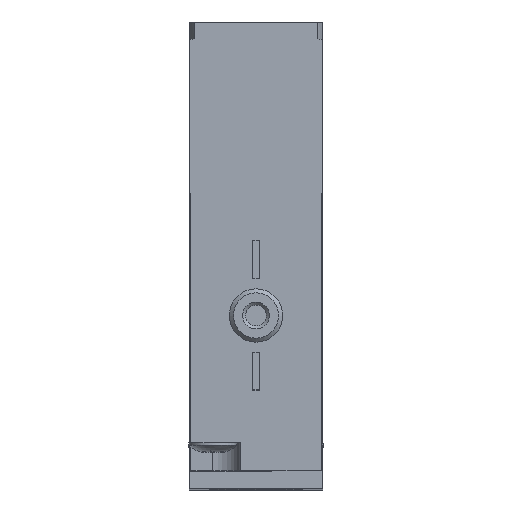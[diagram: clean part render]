
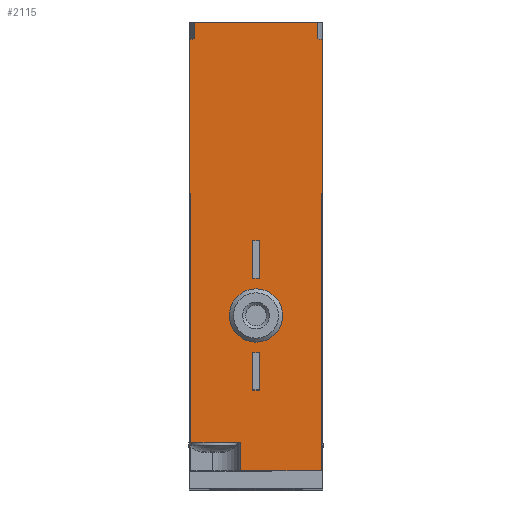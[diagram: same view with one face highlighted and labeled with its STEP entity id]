
A CAD part, top view. The second image highlights one B-rep face of the part: STEP entity #2115.
In plain terms, the highlighted face is planar.
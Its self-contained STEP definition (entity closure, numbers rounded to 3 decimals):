
#81=PLANE('',#2330);
#210=CIRCLE('',#2331,15.);
#211=CIRCLE('',#2332,15.);
#212=CIRCLE('',#2333,2.);
#491=ORIENTED_EDGE('',*,*,#995,.F.);
#492=ORIENTED_EDGE('',*,*,#996,.F.);
#493=ORIENTED_EDGE('',*,*,#960,.F.);
#494=ORIENTED_EDGE('',*,*,#966,.F.);
#495=ORIENTED_EDGE('',*,*,#997,.F.);
#496=ORIENTED_EDGE('',*,*,#998,.T.);
#497=ORIENTED_EDGE('',*,*,#999,.T.);
#498=ORIENTED_EDGE('',*,*,#1000,.T.);
#499=ORIENTED_EDGE('',*,*,#987,.F.);
#500=ORIENTED_EDGE('',*,*,#1001,.F.);
#501=ORIENTED_EDGE('',*,*,#1002,.T.);
#502=ORIENTED_EDGE('',*,*,#1003,.T.);
#503=ORIENTED_EDGE('',*,*,#1004,.F.);
#504=ORIENTED_EDGE('',*,*,#979,.F.);
#505=ORIENTED_EDGE('',*,*,#1005,.T.);
#506=ORIENTED_EDGE('',*,*,#1006,.F.);
#507=ORIENTED_EDGE('',*,*,#1007,.F.);
#508=ORIENTED_EDGE('',*,*,#1008,.F.);
#509=ORIENTED_EDGE('',*,*,#1009,.F.);
#510=ORIENTED_EDGE('',*,*,#1010,.F.);
#511=ORIENTED_EDGE('',*,*,#1011,.F.);
#512=ORIENTED_EDGE('',*,*,#1012,.F.);
#513=ORIENTED_EDGE('',*,*,#1013,.F.);
#960=EDGE_CURVE('',#1227,#1228,#1372,.T.);
#966=EDGE_CURVE('',#1233,#1227,#1377,.T.);
#979=EDGE_CURVE('',#1244,#1240,#1390,.T.);
#987=EDGE_CURVE('',#1252,#1249,#1397,.T.);
#995=EDGE_CURVE('',#1259,#1244,#1401,.T.);
#996=EDGE_CURVE('',#1228,#1259,#1402,.T.);
#997=EDGE_CURVE('',#1260,#1233,#1403,.T.);
#998=EDGE_CURVE('',#1260,#1261,#1404,.T.);
#999=EDGE_CURVE('',#1261,#1262,#210,.T.);
#1000=EDGE_CURVE('',#1262,#1249,#1405,.T.);
#1001=EDGE_CURVE('',#1263,#1252,#1406,.T.);
#1002=EDGE_CURVE('',#1263,#1264,#211,.T.);
#1003=EDGE_CURVE('',#1264,#1265,#1407,.T.);
#1004=EDGE_CURVE('',#1240,#1265,#1408,.T.);
#1005=EDGE_CURVE('',#1266,#1266,#212,.F.);
#1006=EDGE_CURVE('',#1267,#1268,#1409,.T.);
#1007=EDGE_CURVE('',#1269,#1267,#1410,.T.);
#1008=EDGE_CURVE('',#1270,#1269,#1411,.T.);
#1009=EDGE_CURVE('',#1268,#1270,#1412,.T.);
#1010=EDGE_CURVE('',#1271,#1272,#1413,.T.);
#1011=EDGE_CURVE('',#1273,#1271,#1414,.T.);
#1012=EDGE_CURVE('',#1274,#1273,#1415,.T.);
#1013=EDGE_CURVE('',#1272,#1274,#1416,.T.);
#1227=VERTEX_POINT('',#3498);
#1228=VERTEX_POINT('',#3500);
#1233=VERTEX_POINT('',#3512);
#1240=VERTEX_POINT('',#3527);
#1244=VERTEX_POINT('',#3536);
#1249=VERTEX_POINT('',#3549);
#1252=VERTEX_POINT('',#3554);
#1259=VERTEX_POINT('',#3583);
#1260=VERTEX_POINT('',#3586);
#1261=VERTEX_POINT('',#3588);
#1262=VERTEX_POINT('',#3590);
#1263=VERTEX_POINT('',#3593);
#1264=VERTEX_POINT('',#3595);
#1265=VERTEX_POINT('',#3597);
#1266=VERTEX_POINT('',#3600);
#1267=VERTEX_POINT('',#3602);
#1268=VERTEX_POINT('',#3603);
#1269=VERTEX_POINT('',#3605);
#1270=VERTEX_POINT('',#3607);
#1271=VERTEX_POINT('',#3610);
#1272=VERTEX_POINT('',#3611);
#1273=VERTEX_POINT('',#3613);
#1274=VERTEX_POINT('',#3615);
#1372=LINE('',#3499,#1519);
#1377=LINE('',#3511,#1524);
#1390=LINE('',#3537,#1537);
#1397=LINE('',#3555,#1544);
#1401=LINE('',#3582,#1548);
#1402=LINE('',#3584,#1549);
#1403=LINE('',#3585,#1550);
#1404=LINE('',#3587,#1551);
#1405=LINE('',#3591,#1552);
#1406=LINE('',#3592,#1553);
#1407=LINE('',#3596,#1554);
#1408=LINE('',#3598,#1555);
#1409=LINE('',#3601,#1556);
#1410=LINE('',#3604,#1557);
#1411=LINE('',#3606,#1558);
#1412=LINE('',#3608,#1559);
#1413=LINE('',#3609,#1560);
#1414=LINE('',#3612,#1561);
#1415=LINE('',#3614,#1562);
#1416=LINE('',#3616,#1563);
#1519=VECTOR('',#2697,1000.);
#1524=VECTOR('',#2706,1000.);
#1537=VECTOR('',#2721,1000.);
#1544=VECTOR('',#2734,1000.);
#1548=VECTOR('',#2750,1000.);
#1549=VECTOR('',#2751,1000.);
#1550=VECTOR('',#2752,1000.);
#1551=VECTOR('',#2753,1000.);
#1552=VECTOR('',#2756,1000.);
#1553=VECTOR('',#2757,1000.);
#1554=VECTOR('',#2760,1000.);
#1555=VECTOR('',#2761,1000.);
#1556=VECTOR('',#2764,1000.);
#1557=VECTOR('',#2765,1000.);
#1558=VECTOR('',#2766,1000.);
#1559=VECTOR('',#2767,1000.);
#1560=VECTOR('',#2768,1000.);
#1561=VECTOR('',#2769,1000.);
#1562=VECTOR('',#2770,1000.);
#1563=VECTOR('',#2771,1000.);
#1720=EDGE_LOOP('',(#491,#492,#493,#494,#495,#496,#497,#498,#499,#500,#501,
#502,#503,#504));
#1721=EDGE_LOOP('',(#505));
#1722=EDGE_LOOP('',(#506,#507,#508,#509));
#1723=EDGE_LOOP('',(#510,#511,#512,#513));
#1906=FACE_BOUND('',#1720,.T.);
#1907=FACE_BOUND('',#1721,.T.);
#1908=FACE_BOUND('',#1722,.T.);
#1909=FACE_BOUND('',#1723,.T.);
#2115=ADVANCED_FACE('',(#1906,#1907,#1908,#1909),#81,.T.);
#2330=AXIS2_PLACEMENT_3D('',#3581,#2748,#2749);
#2331=AXIS2_PLACEMENT_3D('',#3589,#2754,#2755);
#2332=AXIS2_PLACEMENT_3D('',#3594,#2758,#2759);
#2333=AXIS2_PLACEMENT_3D('',#3599,#2762,#2763);
#2697=DIRECTION('',(0.,0.,1.));
#2706=DIRECTION('',(0.,-1.,0.));
#2721=DIRECTION('',(0.,1.,0.));
#2734=DIRECTION('',(0.,0.,-1.));
#2748=DIRECTION('',(1.,0.,0.));
#2749=DIRECTION('',(0.,0.,-1.));
#2750=DIRECTION('',(0.,0.,1.));
#2751=DIRECTION('',(0.,1.,0.));
#2752=DIRECTION('',(0.,0.,1.));
#2753=DIRECTION('',(0.,1.,0.));
#2754=DIRECTION('',(1.,0.,0.));
#2755=DIRECTION('',(0.,0.,-1.));
#2756=DIRECTION('',(0.,1.,0.));
#2757=DIRECTION('',(0.,1.,0.));
#2758=DIRECTION('',(1.,0.,0.));
#2759=DIRECTION('',(0.,0.,-1.));
#2760=DIRECTION('',(0.,-1.,0.));
#2761=DIRECTION('',(0.,0.,1.));
#2762=DIRECTION('',(1.,0.,0.));
#2763=DIRECTION('',(0.,0.,-1.));
#2764=DIRECTION('',(0.,-1.,0.));
#2765=DIRECTION('',(0.,0.,1.));
#2766=DIRECTION('',(0.,1.,0.));
#2767=DIRECTION('',(0.,0.,-1.));
#2768=DIRECTION('',(0.,-1.,0.));
#2769=DIRECTION('',(0.,0.,1.));
#2770=DIRECTION('',(0.,1.,0.));
#2771=DIRECTION('',(0.,0.,-1.));
#3498=CARTESIAN_POINT('',(28.5,1.3,-4.9));
#3499=CARTESIAN_POINT('',(28.5,1.3,-4.9));
#3500=CARTESIAN_POINT('',(28.5,1.3,1.15));
#3511=CARTESIAN_POINT('',(28.5,22.1,-4.9));
#3512=CARTESIAN_POINT('',(28.5,22.1,-4.9));
#3527=CARTESIAN_POINT('',(28.5,22.1,4.9));
#3536=CARTESIAN_POINT('',(28.5,3.4,4.9));
#3537=CARTESIAN_POINT('',(28.5,1.3,4.9));
#3549=CARTESIAN_POINT('',(28.5,35.,-4.65));
#3554=CARTESIAN_POINT('',(28.5,35.,4.65));
#3555=CARTESIAN_POINT('',(28.5,35.,4.65));
#3581=CARTESIAN_POINT('',(28.5,19.5,0.));
#3582=CARTESIAN_POINT('',(28.5,3.4,0.));
#3583=CARTESIAN_POINT('',(28.5,3.4,1.15));
#3584=CARTESIAN_POINT('',(28.5,1.3,1.15));
#3585=CARTESIAN_POINT('',(28.5,22.1,-7.));
#3586=CARTESIAN_POINT('',(28.5,22.1,-5.));
#3587=CARTESIAN_POINT('',(28.5,0.,-5.));
#3588=CARTESIAN_POINT('',(28.5,33.642,-5.));
#3589=CARTESIAN_POINT('',(28.5,19.5,0.));
#3590=CARTESIAN_POINT('',(28.5,33.761,-4.65));
#3591=CARTESIAN_POINT('',(28.5,30.,-4.65));
#3592=CARTESIAN_POINT('',(28.5,30.,4.65));
#3593=CARTESIAN_POINT('',(28.5,33.761,4.65));
#3594=CARTESIAN_POINT('',(28.5,19.5,0.));
#3595=CARTESIAN_POINT('',(28.5,33.642,5.));
#3596=CARTESIAN_POINT('',(28.5,33.642,5.));
#3597=CARTESIAN_POINT('',(28.5,22.1,5.));
#3598=CARTESIAN_POINT('',(28.5,22.1,4.9));
#3599=CARTESIAN_POINT('',(28.5,12.95,0.));
#3600=CARTESIAN_POINT('',(28.5,12.95,-2.));
#3601=CARTESIAN_POINT('',(28.5,10.15,0.25));
#3602=CARTESIAN_POINT('',(28.5,10.15,0.25));
#3603=CARTESIAN_POINT('',(28.5,7.35,0.25));
#3604=CARTESIAN_POINT('',(28.5,10.15,-0.25));
#3605=CARTESIAN_POINT('',(28.5,10.15,-0.25));
#3606=CARTESIAN_POINT('',(28.5,7.35,-0.25));
#3607=CARTESIAN_POINT('',(28.5,7.35,-0.25));
#3608=CARTESIAN_POINT('',(28.5,7.35,0.25));
#3609=CARTESIAN_POINT('',(28.5,18.55,0.25));
#3610=CARTESIAN_POINT('',(28.5,18.55,0.25));
#3611=CARTESIAN_POINT('',(28.5,15.75,0.25));
#3612=CARTESIAN_POINT('',(28.5,18.55,-0.25));
#3613=CARTESIAN_POINT('',(28.5,18.55,-0.25));
#3614=CARTESIAN_POINT('',(28.5,15.75,-0.25));
#3615=CARTESIAN_POINT('',(28.5,15.75,-0.25));
#3616=CARTESIAN_POINT('',(28.5,15.75,0.25));
